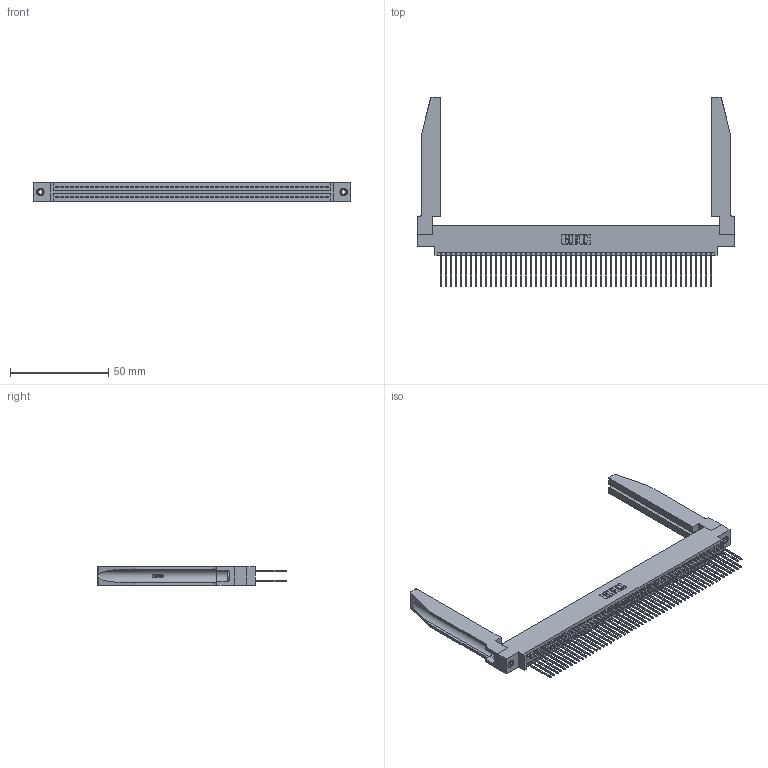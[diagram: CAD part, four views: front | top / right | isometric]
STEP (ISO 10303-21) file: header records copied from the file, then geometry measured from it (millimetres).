
FILE_DESCRIPTION (( 'STEP AP203' ), '1' );
FILE_NAME ('395-110-542-878.STEP', '2019-10-27T11:17:38', ( '' ), ( '' ), 'SwSTEP 2.0', 'SolidWorks 2016', '' );
FILE_SCHEMA (( 'CONFIG_CONTROL_DESIGN' ));
Length unit declared in the file: inch
Products named in the file (5): 345-292-001_345-293-142; 345-250-001_345-250-001-102; 345-220-078_345-220-078; 395-110-542-878; 345 Part_0.170 Offset - 0.156 Dia-TH
Assembly tree (115 placements, depth 2):
  395-110-542-878
    345 Part_0.170 Offset - 0.156 Dia-TH
    345-292-001_345-293-142  x110
    345-250-001_345-250-001-102  x2
    345-220-078_345-220-078  x2
Bounding box: 160.93 x 96.57 x 9.4 mm (x, y, z)
Volume: 23923.8 mm3; surface area: 33507.5 mm2
Topology: 115 solids, 115 shells, 5864 faces, 17351 edges, 11410 vertices
Faces by surface type: plane 3856, cylinder 1956, bspline 36, cone 12, torus 4
Entity records: 46294 total; most frequent: CARTESIAN_POINT 8667, ORIENTED_EDGE 7498, DIRECTION 6619, EDGE_CURVE 3749, LINE 3303, VECTOR 3303, VERTEX_POINT 2492, AXIS2_PLACEMENT_3D 1658
